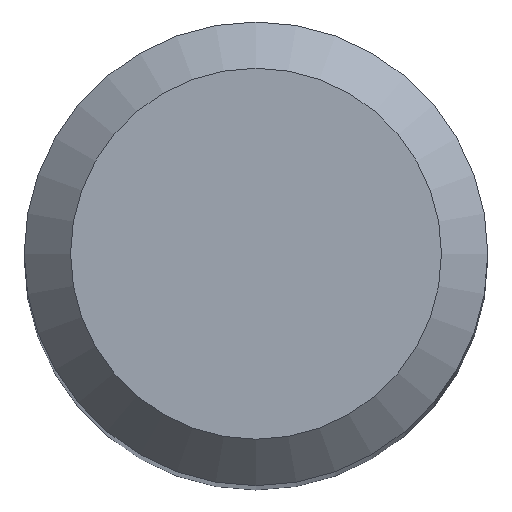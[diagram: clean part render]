
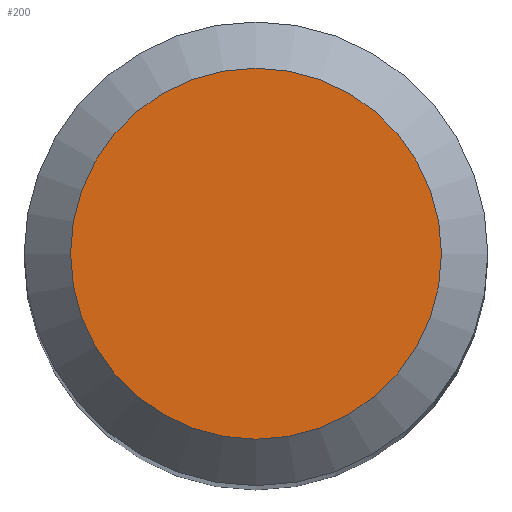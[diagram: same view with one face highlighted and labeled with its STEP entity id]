
A CAD part, top view. The second image highlights one B-rep face of the part: STEP entity #200.
In plain terms, the highlighted planar face has unit normal (0, 0, 1).
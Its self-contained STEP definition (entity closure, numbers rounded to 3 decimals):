
#3 = AXIS2_PLACEMENT_3D ( 'NONE', #225, #127, #105 ) ;
#8 = DIRECTION ( 'NONE',  ( 0., 1., 0. ) ) ;
#32 = CARTESIAN_POINT ( 'NONE',  ( 0., 0., 79. ) ) ;
#53 = CARTESIAN_POINT ( 'NONE',  ( 0., 3.2, 79. ) ) ;
#76 = ORIENTED_EDGE ( 'NONE', *, *, #117, .F. ) ;
#101 = EDGE_LOOP ( 'NONE', ( #76 ) ) ;
#105 = DIRECTION ( 'NONE',  ( 0., 1., 0. ) ) ;
#117 = EDGE_CURVE ( 'NONE', #154, #154, #233, .T. ) ;
#127 = DIRECTION ( 'NONE',  ( 0., 0., -1. ) ) ;
#132 = DIRECTION ( 'NONE',  ( 0., 0., -1. ) ) ;
#154 = VERTEX_POINT ( 'NONE', #53 ) ;
#156 = FACE_OUTER_BOUND ( 'NONE', #101, .T. ) ;
#200 = ADVANCED_FACE ( 'NONE', ( #156 ), #232, .F. ) ;
#224 = AXIS2_PLACEMENT_3D ( 'NONE', #32, #132, #8 ) ;
#225 = CARTESIAN_POINT ( 'NONE',  ( 0., 0., 79. ) ) ;
#232 = PLANE ( 'NONE',  #224 ) ;
#233 = CIRCLE ( 'NONE', #3, 3.2 ) ;
